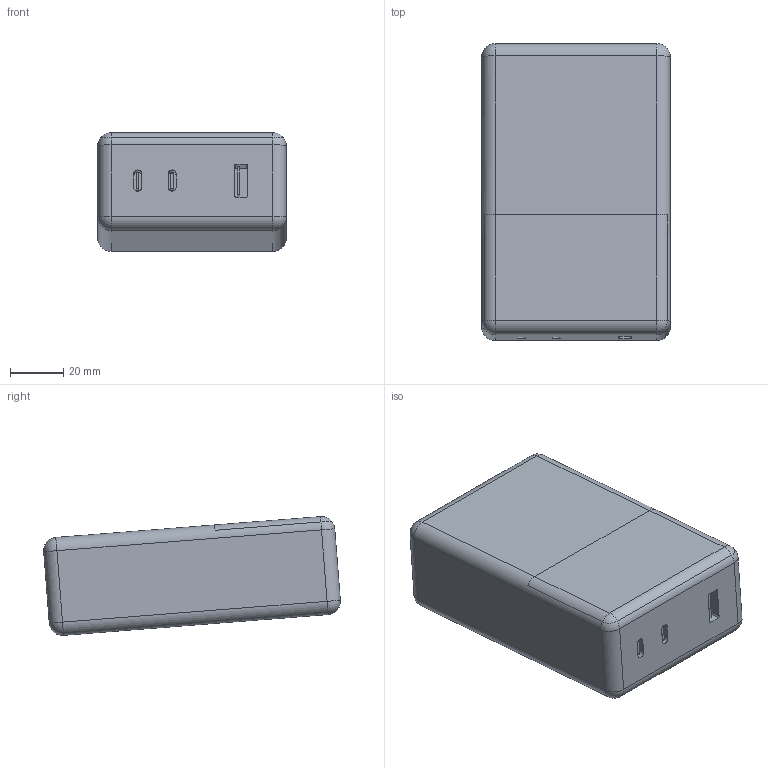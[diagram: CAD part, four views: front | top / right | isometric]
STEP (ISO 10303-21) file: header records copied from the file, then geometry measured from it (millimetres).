
FILE_DESCRIPTION(/* description */ (''),/* implementation_level */ '2;1');
FILE_NAME(/* name */ 'INIU P63-E1 v0.1.step',/* time_stamp */ '2024-10-22T17:02:14-04:00',/* author */ (''),/* organization */ (''),/* preprocessor_version */ 'ST-DEVELOPER v20',/* originating_system */ 'Autodesk Translation Framework v13.20.0.188',/* authorisation */ '');
FILE_SCHEMA (('AUTOMOTIVE_DESIGN { 1 0 10303 214 3 1 1 }'));
Length unit declared in the file: millimetre
Products named in the file (1): INIU P63-E1
Bounding box: 71 x 111.78 x 44.73 mm (x, y, z)
Volume: 283075.6 mm3; surface area: 35183.9 mm2
Topology: 2 solids, 2 shells, 70 faces, 156 edges, 96 vertices
Faces by surface type: plane 33, cylinder 27, sphere 10
Entity records: 1999 total; most frequent: DIRECTION 358, CARTESIAN_POINT 323, ORIENTED_EDGE 312, EDGE_CURVE 156, AXIS2_PLACEMENT_3D 131, LINE 96, VECTOR 96, VERTEX_POINT 96
